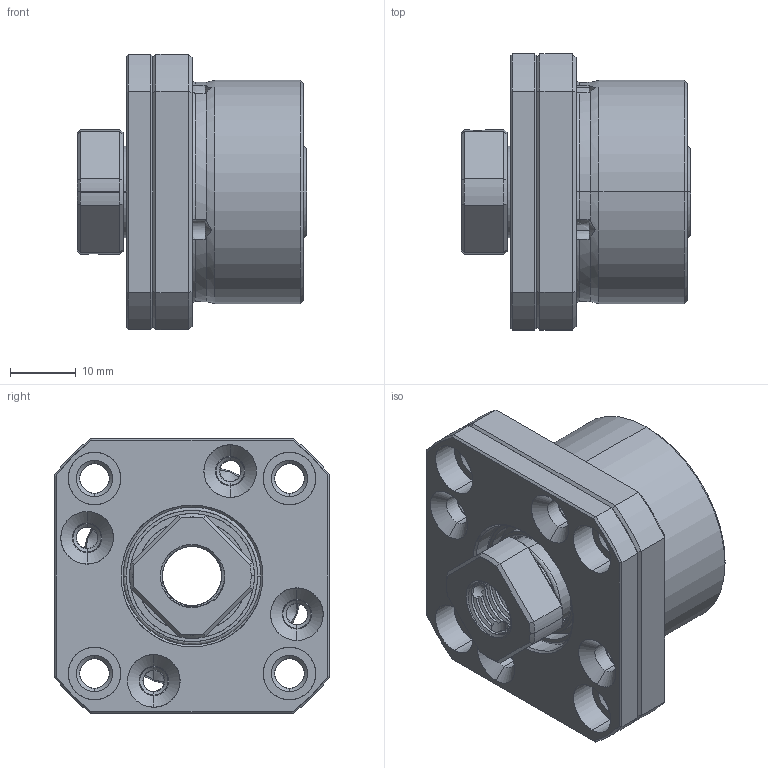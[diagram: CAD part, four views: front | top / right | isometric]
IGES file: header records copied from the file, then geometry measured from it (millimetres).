
Start section: SolidWorks IGES file using analytic representation for surfaces
Global section: file name: 1HFK10組合.IGS; native system: SolidWorks 2008; preprocessor: SolidWorks 2008; author: 070; date: 100813.151359; units: millimetre
Bounding box: 35 x 42 x 42 mm (x, y, z)
Surface area: 21329.2 mm2 (no closed solid volume)
Topology: 0 solids, 0 shells, 442 faces, 5287 edges, 5215 vertices
Faces by surface type: revolution 266, bspline 176
